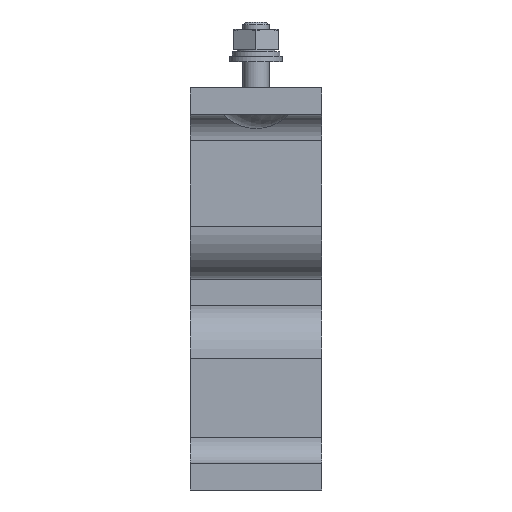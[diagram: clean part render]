
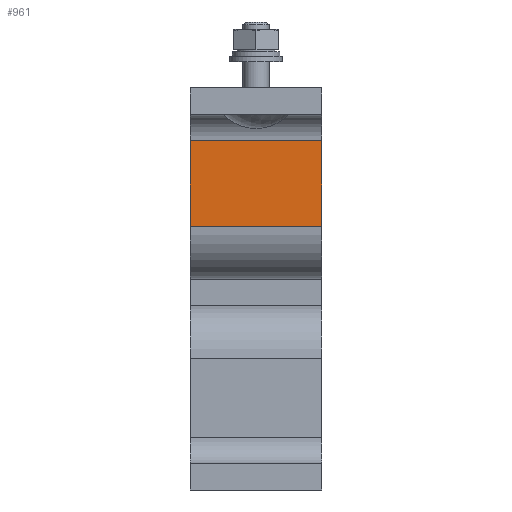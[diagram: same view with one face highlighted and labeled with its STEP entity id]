
A CAD part, front view. The second image highlights one B-rep face of the part: STEP entity #961.
In plain terms, the highlighted planar face has unit normal (0, -1, 0).
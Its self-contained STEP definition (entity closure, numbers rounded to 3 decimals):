
#961=ADVANCED_FACE('',(#1798),#1799,.F.);
#1798=FACE_OUTER_BOUND('',#2655,.T.);
#1799=PLANE('',#2656);
#2655=EDGE_LOOP('',(#4335,#4336,#4337,#4338));
#2656=AXIS2_PLACEMENT_3D('',#4339,#4340,#4341);
#4335=ORIENTED_EDGE('',*,*,#5670,.T.);
#4336=ORIENTED_EDGE('',*,*,#5733,.F.);
#4337=ORIENTED_EDGE('',*,*,#5679,.F.);
#4338=ORIENTED_EDGE('',*,*,#5731,.T.);
#4339=CARTESIAN_POINT('',(0.,107.,80.));
#4340=DIRECTION('',(0.,1.0,0.));
#4341=DIRECTION('',(-1.0,0.,0.));
#5670=EDGE_CURVE('',#6718,#6727,#6728,.T.);
#5679=EDGE_CURVE('',#6706,#6733,#6742,.T.);
#5731=EDGE_CURVE('',#6706,#6718,#6818,.T.);
#5733=EDGE_CURVE('',#6733,#6727,#6820,.T.);
#6706=VERTEX_POINT('',#8452);
#6718=VERTEX_POINT('',#8468);
#6727=VERTEX_POINT('',#8479);
#6728=LINE('',#8480,#8481);
#6733=VERTEX_POINT('',#8488);
#6742=LINE('',#8499,#8500);
#6818=LINE('',#8613,#8614);
#6820=LINE('',#8616,#8617);
#8452=CARTESIAN_POINT('',(0.,107.,100.));
#8468=CARTESIAN_POINT('',(50.,107.,100.));
#8479=CARTESIAN_POINT('',(50.,107.,132.5));
#8480=CARTESIAN_POINT('',(50.,107.,80.));
#8481=VECTOR('',#9777,1000.0);
#8488=CARTESIAN_POINT('',(0.,107.,132.5));
#8499=CARTESIAN_POINT('',(0.,107.,80.));
#8500=VECTOR('',#9788,1000.0);
#8613=CARTESIAN_POINT('',(0.,107.,100.));
#8614=VECTOR('',#9832,1000.0);
#8616=CARTESIAN_POINT('',(0.,107.,132.5));
#8617=VECTOR('',#9833,1000.0);
#9777=DIRECTION('',(0.,0.,1.0));
#9788=DIRECTION('',(0.,0.,1.0));
#9832=DIRECTION('',(1.0,0.,0.));
#9833=DIRECTION('',(1.0,0.,0.));
